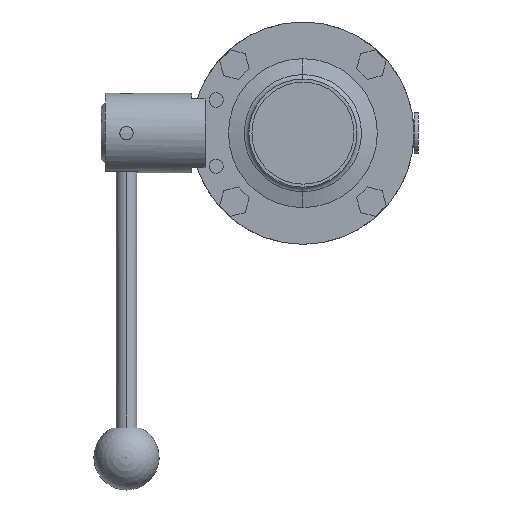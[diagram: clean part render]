
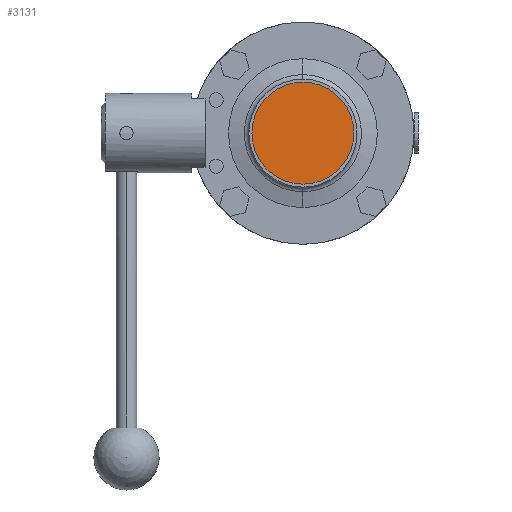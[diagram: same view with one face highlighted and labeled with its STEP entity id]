
A CAD part, left-side view. The second image highlights one B-rep face of the part: STEP entity #3131.
In plain terms, the highlighted face is planar.
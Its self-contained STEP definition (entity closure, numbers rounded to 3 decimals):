
#230 = CIRCLE ( 'NONE', #617, 25. ) ;
#239 = CARTESIAN_POINT ( 'NONE',  ( 10., 0., 0. ) ) ;
#362 = EDGE_CURVE ( 'NONE', #942, #1334, #230, .T. ) ;
#373 = DIRECTION ( 'NONE',  ( 0., 0., 1. ) ) ;
#389 = CARTESIAN_POINT ( 'NONE',  ( 10., 0., -25. ) ) ;
#617 = AXIS2_PLACEMENT_3D ( 'NONE', #239, #4070, #3419 ) ;
#764 = DIRECTION ( 'NONE',  ( -1., 0., 0. ) ) ;
#942 = VERTEX_POINT ( 'NONE', #389 ) ;
#1034 = CIRCLE ( 'NONE', #2688, 25. ) ;
#1163 = AXIS2_PLACEMENT_3D ( 'NONE', #3234, #3853, #373 ) ;
#1334 = VERTEX_POINT ( 'NONE', #3669 ) ;
#1401 = PLANE ( 'NONE',  #1163 ) ;
#1873 = ORIENTED_EDGE ( 'NONE', *, *, #362, .F. ) ;
#2030 = EDGE_CURVE ( 'NONE', #1334, #942, #1034, .T. ) ;
#2350 = EDGE_LOOP ( 'NONE', ( #2571, #1873 ) ) ;
#2571 = ORIENTED_EDGE ( 'NONE', *, *, #2030, .F. ) ;
#2627 = CARTESIAN_POINT ( 'NONE',  ( 10., 0., 0. ) ) ;
#2688 = AXIS2_PLACEMENT_3D ( 'NONE', #2627, #764, #3579 ) ;
#3131 = ADVANCED_FACE ( 'NONE', ( #4006 ), #1401, .F. ) ;
#3234 = CARTESIAN_POINT ( 'NONE',  ( 10., 25., 0. ) ) ;
#3419 = DIRECTION ( 'NONE',  ( 0., 0., 1. ) ) ;
#3579 = DIRECTION ( 'NONE',  ( 0., 0., 1. ) ) ;
#3669 = CARTESIAN_POINT ( 'NONE',  ( 10., 0., 25. ) ) ;
#3853 = DIRECTION ( 'NONE',  ( -1., 0., 0. ) ) ;
#4006 = FACE_OUTER_BOUND ( 'NONE', #2350, .T. ) ;
#4070 = DIRECTION ( 'NONE',  ( -1., 0., 0. ) ) ;
